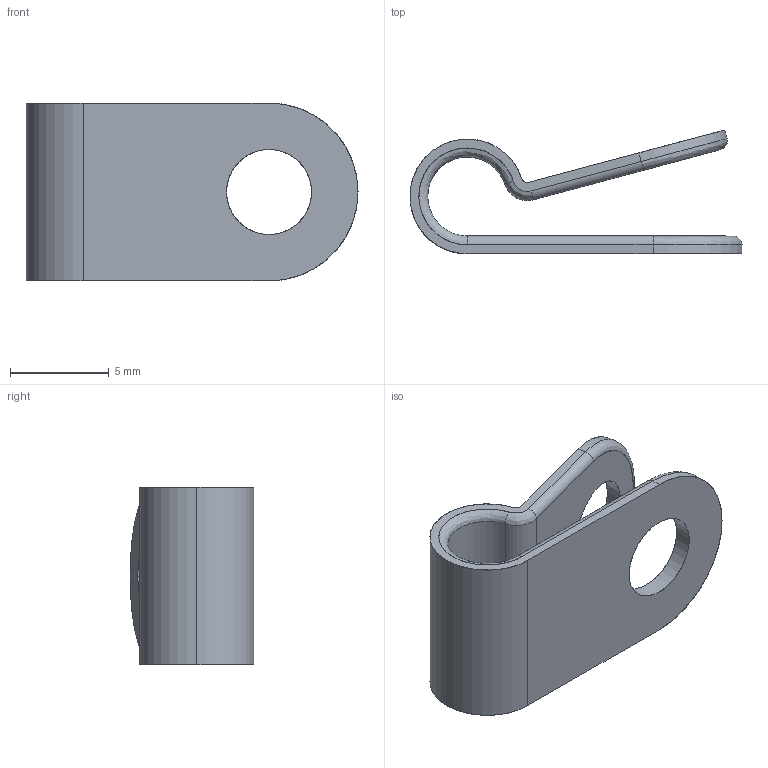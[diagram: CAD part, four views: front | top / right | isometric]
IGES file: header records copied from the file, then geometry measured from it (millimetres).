
Start section: SolidWorks IGES file using analytic representation for surfaces
Global section: file name: CP-260-2.IGS; native system: SolidWorks 2012; preprocessor: SolidWorks 2012; author: 1337yo; date: 160216.113909; units: millimetre
Bounding box: 16.8 x 6.27 x 9 mm (x, y, z)
Surface area: 638.8 mm2 (no closed solid volume)
Topology: 0 solids, 0 shells, 32 faces, 454 edges, 454 vertices
Faces by surface type: revolution 18, bspline 14
